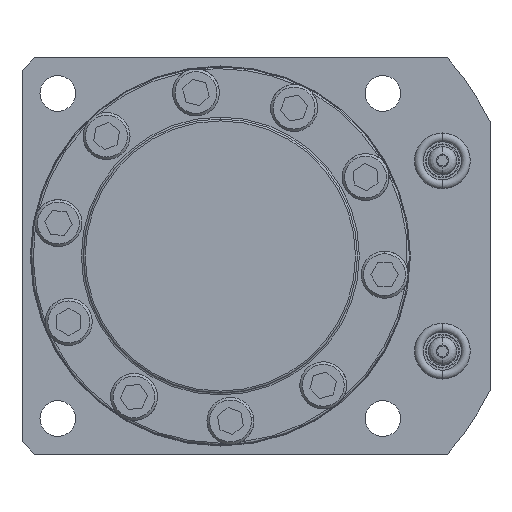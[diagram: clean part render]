
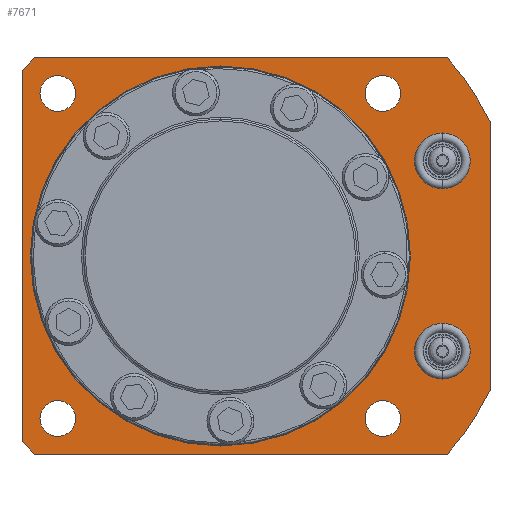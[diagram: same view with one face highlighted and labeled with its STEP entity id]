
A CAD part, front view. The second image highlights one B-rep face of the part: STEP entity #7671.
In plain terms, the highlighted planar face has unit normal (0, -1, 0).
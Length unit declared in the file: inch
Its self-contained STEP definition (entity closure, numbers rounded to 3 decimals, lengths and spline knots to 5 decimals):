
#1567=CARTESIAN_POINT('',(1.281,0.,-1.281));
#1568=DIRECTION('',(0.,-1.,0.));
#1569=DIRECTION('',(0.,0.,-1.));
#1570=AXIS2_PLACEMENT_3D('',#1567,#1568,#1569);
#1575=CARTESIAN_POINT('',(1.281,0.,-1.281));
#1576=DIRECTION('',(0.,-1.,0.));
#1577=DIRECTION('',(0.,0.,1.));
#1578=AXIS2_PLACEMENT_3D('',#1575,#1576,#1577);
#1583=CARTESIAN_POINT('',(1.281,0.,1.281));
#1584=DIRECTION('',(0.,-1.,0.));
#1585=DIRECTION('',(0.,0.,-1.));
#1586=AXIS2_PLACEMENT_3D('',#1583,#1584,#1585);
#1591=CARTESIAN_POINT('',(1.281,0.,1.281));
#1592=DIRECTION('',(0.,-1.,0.));
#1593=DIRECTION('',(0.,0.,1.));
#1594=AXIS2_PLACEMENT_3D('',#1591,#1592,#1593);
#1599=CARTESIAN_POINT('',(-1.281,0.,1.281));
#1600=DIRECTION('',(0.,-1.,0.));
#1601=DIRECTION('',(0.,0.,-1.));
#1602=AXIS2_PLACEMENT_3D('',#1599,#1600,#1601);
#1607=CARTESIAN_POINT('',(-1.281,0.,1.281));
#1608=DIRECTION('',(0.,-1.,0.));
#1609=DIRECTION('',(0.,0.,1.));
#1610=AXIS2_PLACEMENT_3D('',#1607,#1608,#1609);
#1615=CARTESIAN_POINT('',(-1.281,0.,-1.281));
#1616=DIRECTION('',(0.,-1.,0.));
#1617=DIRECTION('',(0.,0.,-1.));
#1618=AXIS2_PLACEMENT_3D('',#1615,#1616,#1617);
#1623=CARTESIAN_POINT('',(-1.281,0.,-1.281));
#1624=DIRECTION('',(0.,-1.,0.));
#1625=DIRECTION('',(0.,0.,1.));
#1626=AXIS2_PLACEMENT_3D('',#1623,#1624,#1625);
#1631=CARTESIAN_POINT('',(1.75,0.,-0.75));
#1632=DIRECTION('',(0.,-1.,0.));
#1633=DIRECTION('',(-1.,0.,0.));
#1634=AXIS2_PLACEMENT_3D('',#1631,#1632,#1633);
#1639=CARTESIAN_POINT('',(1.75,0.,-0.75));
#1640=DIRECTION('',(0.,-1.,0.));
#1641=DIRECTION('',(1.,0.,0.));
#1642=AXIS2_PLACEMENT_3D('',#1639,#1640,#1641);
#1647=CARTESIAN_POINT('',(1.75,0.,0.75));
#1648=DIRECTION('',(0.,1.,0.));
#1649=DIRECTION('',(-1.,0.,0.));
#1650=AXIS2_PLACEMENT_3D('',#1647,#1648,#1649);
#1655=CARTESIAN_POINT('',(1.75,0.,0.75));
#1656=DIRECTION('',(0.,1.,0.));
#1657=DIRECTION('',(1.,0.,0.));
#1658=AXIS2_PLACEMENT_3D('',#1655,#1656,#1657);
#1663=DIRECTION('',(0.707,0.,-0.707));
#1664=VECTOR('',#1663,0.14142);
#1665=CARTESIAN_POINT('',(-1.563,0.,-1.4625));
#1666=LINE('',#1665,#1664);
#1670=DIRECTION('',(0.,0.,-1.));
#1671=VECTOR('',#1670,2.925);
#1672=CARTESIAN_POINT('',(-1.563,0.,1.4625));
#1673=LINE('',#1672,#1671);
#1677=DIRECTION('',(-0.707,0.,-0.707));
#1678=VECTOR('',#1677,0.14142);
#1679=CARTESIAN_POINT('',(-1.463,0.,1.5625));
#1680=LINE('',#1679,#1678);
#1684=DIRECTION('',(-1.,0.,0.));
#1685=VECTOR('',#1684,3.25164);
#1686=CARTESIAN_POINT('',(1.78864,0.,1.5625));
#1687=LINE('',#1686,#1685);
#1691=DIRECTION('',(0.,0.,1.));
#1692=VECTOR('',#1691,2.12132);
#1693=CARTESIAN_POINT('',(2.125,0.,-1.06066));
#1694=LINE('',#1693,#1692);
#1698=DIRECTION('',(1.,0.,0.));
#1699=VECTOR('',#1698,3.25164);
#1700=CARTESIAN_POINT('',(-1.463,0.,-1.5625));
#1701=LINE('',#1700,#1699);
#1705=CARTESIAN_POINT('',(0.,0.,0.));
#1706=DIRECTION('',(0.,1.,0.));
#1707=DIRECTION('',(-1.,0.,0.));
#1708=AXIS2_PLACEMENT_3D('',#1705,#1706,#1707);
#1713=CARTESIAN_POINT('',(0.,0.,0.));
#1714=DIRECTION('',(0.,1.,0.));
#1715=DIRECTION('',(1.,0.,0.));
#1716=AXIS2_PLACEMENT_3D('',#1713,#1714,#1715);
#1842=CARTESIAN_POINT('',(0.,0.,0.));
#1843=DIRECTION('',(0.,-1.,0.));
#1844=DIRECTION('',(0.753,0.,-0.658));
#1845=AXIS2_PLACEMENT_3D('',#1842,#1843,#1844);
#2108=CARTESIAN_POINT('',(0.,0.,0.));
#2109=DIRECTION('',(0.,-1.,0.));
#2110=DIRECTION('',(0.895,0.,0.447));
#2111=AXIS2_PLACEMENT_3D('',#2108,#2109,#2110);
#5723=CARTESIAN_POINT('',(2.125,0.,-1.06066));
#5724=CARTESIAN_POINT('',(2.125,0.,1.06066));
#5725=VERTEX_POINT('',#5723);
#5726=VERTEX_POINT('',#5724);
#5727=CARTESIAN_POINT('',(1.78864,0.,1.5625));
#5728=VERTEX_POINT('',#5727);
#5729=CARTESIAN_POINT('',(1.78864,0.,-1.5625));
#5730=VERTEX_POINT('',#5729);
#5747=CARTESIAN_POINT('',(1.281,0.,-1.4215));
#5748=CARTESIAN_POINT('',(1.281,0.,-1.1405));
#5749=VERTEX_POINT('',#5747);
#5750=VERTEX_POINT('',#5748);
#5751=CARTESIAN_POINT('',(1.281,0.,1.1405));
#5752=CARTESIAN_POINT('',(1.281,0.,1.4215));
#5753=VERTEX_POINT('',#5751);
#5754=VERTEX_POINT('',#5752);
#5755=CARTESIAN_POINT('',(-1.281,0.,1.1405));
#5756=CARTESIAN_POINT('',(-1.281,0.,1.4215));
#5757=VERTEX_POINT('',#5755);
#5758=VERTEX_POINT('',#5756);
#5759=CARTESIAN_POINT('',(-1.281,0.,-1.4215));
#5760=CARTESIAN_POINT('',(-1.281,0.,-1.1405));
#5761=VERTEX_POINT('',#5759);
#5762=VERTEX_POINT('',#5760);
#5851=CARTESIAN_POINT('',(1.5305,0.,-0.75));
#5852=CARTESIAN_POINT('',(1.9695,0.,-0.75));
#5853=VERTEX_POINT('',#5851);
#5854=VERTEX_POINT('',#5852);
#5869=CARTESIAN_POINT('',(1.5305,0.,0.75));
#5870=CARTESIAN_POINT('',(1.9695,0.,0.75));
#5871=VERTEX_POINT('',#5869);
#5872=VERTEX_POINT('',#5870);
#5881=CARTESIAN_POINT('',(-1.4975,0.,0.));
#5882=CARTESIAN_POINT('',(1.4975,0.,0.));
#5883=VERTEX_POINT('',#5881);
#5884=VERTEX_POINT('',#5882);
#5909=CARTESIAN_POINT('',(-1.563,0.,-1.4625));
#5910=VERTEX_POINT('',#5909);
#5911=CARTESIAN_POINT('',(-1.463,0.,-1.5625));
#5912=VERTEX_POINT('',#5911);
#5917=CARTESIAN_POINT('',(-1.463,0.,1.5625));
#5918=VERTEX_POINT('',#5917);
#5919=CARTESIAN_POINT('',(-1.563,0.,1.4625));
#5920=VERTEX_POINT('',#5919);
#7611=CARTESIAN_POINT('',(0.,0.,0.));
#7612=DIRECTION('',(0.,-1.,0.));
#7613=DIRECTION('',(-1.,0.,0.));
#7614=AXIS2_PLACEMENT_3D('',#7611,#7612,#7613);
#7615=PLANE('',#7614);
#7616=ORIENTED_EDGE('',*,*,#7552,.F.);
#7617=ORIENTED_EDGE('',*,*,#7539,.F.);
#7619=ORIENTED_EDGE('',*,*,#7618,.F.);
#7621=ORIENTED_EDGE('',*,*,#7620,.F.);
#7623=ORIENTED_EDGE('',*,*,#7622,.F.);
#7624=ORIENTED_EDGE('',*,*,#7306,.F.);
#7626=ORIENTED_EDGE('',*,*,#7625,.F.);
#7628=ORIENTED_EDGE('',*,*,#7627,.F.);
#7629=EDGE_LOOP('',(#7616,#7617,#7619,#7621,#7623,#7624,#7626,#7628));
#7630=FACE_OUTER_BOUND('',#7629,.F.);
#7632=ORIENTED_EDGE('',*,*,#7631,.T.);
#7634=ORIENTED_EDGE('',*,*,#7633,.T.);
#7635=EDGE_LOOP('',(#7632,#7634));
#7636=FACE_BOUND('',#7635,.F.);
#7638=ORIENTED_EDGE('',*,*,#7637,.T.);
#7640=ORIENTED_EDGE('',*,*,#7639,.T.);
#7641=EDGE_LOOP('',(#7638,#7640));
#7642=FACE_BOUND('',#7641,.F.);
#7644=ORIENTED_EDGE('',*,*,#7643,.T.);
#7646=ORIENTED_EDGE('',*,*,#7645,.T.);
#7647=EDGE_LOOP('',(#7644,#7646));
#7648=FACE_BOUND('',#7647,.F.);
#7649=ORIENTED_EDGE('',*,*,#7591,.T.);
#7650=ORIENTED_EDGE('',*,*,#7605,.T.);
#7651=EDGE_LOOP('',(#7649,#7650));
#7652=FACE_BOUND('',#7651,.F.);
#7654=ORIENTED_EDGE('',*,*,#7653,.T.);
#7656=ORIENTED_EDGE('',*,*,#7655,.T.);
#7657=EDGE_LOOP('',(#7654,#7656));
#7658=FACE_BOUND('',#7657,.F.);
#7660=ORIENTED_EDGE('',*,*,#7659,.F.);
#7662=ORIENTED_EDGE('',*,*,#7661,.F.);
#7663=EDGE_LOOP('',(#7660,#7662));
#7664=FACE_BOUND('',#7663,.F.);
#7666=ORIENTED_EDGE('',*,*,#7665,.F.);
#7668=ORIENTED_EDGE('',*,*,#7667,.F.);
#7669=EDGE_LOOP('',(#7666,#7668));
#7670=FACE_BOUND('',#7669,.F.);
#7671=ADVANCED_FACE('',(#7630,#7636,#7642,#7648,#7652,#7658,#7664,#7670),#7615,
.T.);
#1571=CIRCLE('',#1570,0.1405);
#1579=CIRCLE('',#1578,0.1405);
#1587=CIRCLE('',#1586,0.1405);
#1595=CIRCLE('',#1594,0.1405);
#1603=CIRCLE('',#1602,0.1405);
#1611=CIRCLE('',#1610,0.1405);
#1619=CIRCLE('',#1618,0.1405);
#1627=CIRCLE('',#1626,0.1405);
#1635=CIRCLE('',#1634,0.2195);
#1643=CIRCLE('',#1642,0.2195);
#1651=CIRCLE('',#1650,0.2195);
#1659=CIRCLE('',#1658,0.2195);
#1709=CIRCLE('',#1708,1.4975);
#1717=CIRCLE('',#1716,1.4975);
#1846=CIRCLE('',#1845,2.375);
#2112=CIRCLE('',#2111,2.375);
#7306=EDGE_CURVE('',#5725,#5726,#1694,.T.);
#7539=EDGE_CURVE('',#5920,#5910,#1673,.T.);
#7552=EDGE_CURVE('',#5910,#5912,#1666,.T.);
#7591=EDGE_CURVE('',#5761,#5762,#1619,.T.);
#7605=EDGE_CURVE('',#5762,#5761,#1627,.T.);
#7618=EDGE_CURVE('',#5918,#5920,#1680,.T.);
#7620=EDGE_CURVE('',#5728,#5918,#1687,.T.);
#7622=EDGE_CURVE('',#5726,#5728,#2112,.T.);
#7625=EDGE_CURVE('',#5730,#5725,#1846,.T.);
#7627=EDGE_CURVE('',#5912,#5730,#1701,.T.);
#7631=EDGE_CURVE('',#5749,#5750,#1571,.T.);
#7633=EDGE_CURVE('',#5750,#5749,#1579,.T.);
#7637=EDGE_CURVE('',#5753,#5754,#1587,.T.);
#7639=EDGE_CURVE('',#5754,#5753,#1595,.T.);
#7643=EDGE_CURVE('',#5757,#5758,#1603,.T.);
#7645=EDGE_CURVE('',#5758,#5757,#1611,.T.);
#7653=EDGE_CURVE('',#5853,#5854,#1635,.T.);
#7655=EDGE_CURVE('',#5854,#5853,#1643,.T.);
#7659=EDGE_CURVE('',#5871,#5872,#1651,.T.);
#7661=EDGE_CURVE('',#5872,#5871,#1659,.T.);
#7665=EDGE_CURVE('',#5883,#5884,#1709,.T.);
#7667=EDGE_CURVE('',#5884,#5883,#1717,.T.);
